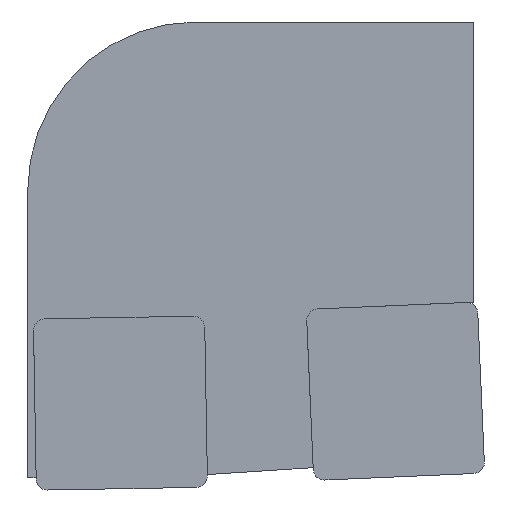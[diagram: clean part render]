
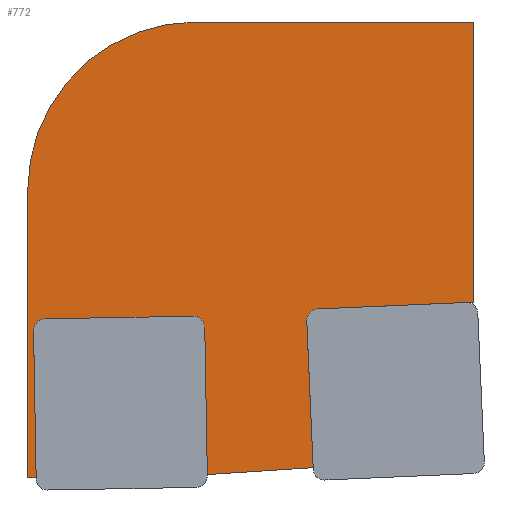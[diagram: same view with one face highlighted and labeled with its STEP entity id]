
A CAD part, left-side view. The second image highlights one B-rep face of the part: STEP entity #772.
In plain terms, the highlighted planar face has unit normal (-1, 0, 0).
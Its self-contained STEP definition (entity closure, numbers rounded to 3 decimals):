
#225=DIRECTION('',(0.,0.999,-0.044));
#226=VECTOR('',#225,10.939);
#227=CARTESIAN_POINT('',(0.,0.75,13.366));
#228=LINE('',#227,#226);
#232=CARTESIAN_POINT('',(0.,11.644,12.09));
#233=DIRECTION('',(-1.,0.,0.));
#234=DIRECTION('',(0.,0.044,0.999));
#235=AXIS2_PLACEMENT_3D('',#232,#233,#234);
#240=DIRECTION('',(0.,0.044,0.999));
#241=VECTOR('',#240,10.3);
#242=CARTESIAN_POINT('',(0.,11.994,1.765));
#243=LINE('',#242,#241);
#247=DIRECTION('',(0.,-0.998,0.065));
#248=VECTOR('',#247,7.434);
#249=CARTESIAN_POINT('',(0.,19.412,1.282));
#250=LINE('',#249,#248);
#254=DIRECTION('',(0.,0.017,1.));
#255=VECTOR('',#254,10.314);
#256=CARTESIAN_POINT('',(0.,19.412,1.282));
#257=LINE('',#256,#255);
#261=CARTESIAN_POINT('',(0.,20.392,11.58));
#262=DIRECTION('',(-1.,0.,0.));
#263=DIRECTION('',(0.,-1.,0.017));
#264=AXIS2_PLACEMENT_3D('',#261,#262,#263);
#269=DIRECTION('',(0.,1.,-0.017));
#270=VECTOR('',#269,10.4);
#271=CARTESIAN_POINT('',(0.,20.406,12.38));
#272=LINE('',#271,#270);
#276=CARTESIAN_POINT('',(0.,30.79,11.398));
#277=DIRECTION('',(-1.,0.,0.));
#278=DIRECTION('',(0.,0.017,1.));
#279=AXIS2_PLACEMENT_3D('',#276,#277,#278);
#284=DIRECTION('',(0.,0.017,1.));
#285=VECTOR('',#284,10.314);
#286=CARTESIAN_POINT('',(0.,31.41,1.072));
#287=LINE('',#286,#285);
#291=DIRECTION('',(0.,-1.,0.017));
#292=VECTOR('',#291,0.59);
#293=CARTESIAN_POINT('',(0.,32.,1.062));
#294=LINE('',#293,#292);
#298=DIRECTION('',(0.,0.,-1.));
#299=VECTOR('',#298,20.138);
#300=CARTESIAN_POINT('',(0.,32.,21.2));
#301=LINE('',#300,#299);
#305=CARTESIAN_POINT('',(0.,20.2,21.2));
#306=DIRECTION('',(-1.,0.,0.));
#307=DIRECTION('',(0.,0.,1.));
#308=AXIS2_PLACEMENT_3D('',#305,#306,#307);
#313=DIRECTION('',(0.,1.,0.));
#314=VECTOR('',#313,19.45);
#315=CARTESIAN_POINT('',(0.,0.75,33.));
#316=LINE('',#315,#314);
#320=DIRECTION('',(0.,0.,1.));
#321=VECTOR('',#320,19.634);
#322=CARTESIAN_POINT('',(0.,0.75,13.366));
#323=LINE('',#322,#321);
#532=CARTESIAN_POINT('',(0.,20.2,33.));
#533=CARTESIAN_POINT('',(0.,32.,21.2));
#534=VERTEX_POINT('',#532);
#535=VERTEX_POINT('',#533);
#540=CARTESIAN_POINT('',(0.,0.75,13.366));
#541=CARTESIAN_POINT('',(0.,11.679,12.889));
#542=VERTEX_POINT('',#540);
#543=VERTEX_POINT('',#541);
#544=CARTESIAN_POINT('',(0.,11.994,1.765));
#545=CARTESIAN_POINT('',(0.,12.443,12.055));
#546=VERTEX_POINT('',#544);
#547=VERTEX_POINT('',#545);
#560=CARTESIAN_POINT('',(0.,19.412,1.282));
#561=CARTESIAN_POINT('',(0.,19.592,11.594));
#562=VERTEX_POINT('',#560);
#563=VERTEX_POINT('',#561);
#564=CARTESIAN_POINT('',(0.,20.406,12.38));
#565=CARTESIAN_POINT('',(0.,30.804,12.198));
#566=VERTEX_POINT('',#564);
#567=VERTEX_POINT('',#565);
#568=CARTESIAN_POINT('',(0.,31.41,1.072));
#569=CARTESIAN_POINT('',(0.,31.59,11.384));
#570=VERTEX_POINT('',#568);
#571=VERTEX_POINT('',#569);
#610=CARTESIAN_POINT('',(0.,32.,1.062));
#611=VERTEX_POINT('',#610);
#612=CARTESIAN_POINT('',(0.,0.75,33.));
#613=VERTEX_POINT('',#612);
#738=CARTESIAN_POINT('',(0.,0.,0.));
#739=DIRECTION('',(-1.,0.,0.));
#740=DIRECTION('',(0.,0.,1.));
#741=AXIS2_PLACEMENT_3D('',#738,#739,#740);
#742=PLANE('',#741);
#743=ORIENTED_EDGE('',*,*,#728,.T.);
#745=ORIENTED_EDGE('',*,*,#744,.T.);
#747=ORIENTED_EDGE('',*,*,#746,.F.);
#749=ORIENTED_EDGE('',*,*,#748,.F.);
#751=ORIENTED_EDGE('',*,*,#750,.T.);
#753=ORIENTED_EDGE('',*,*,#752,.T.);
#755=ORIENTED_EDGE('',*,*,#754,.T.);
#757=ORIENTED_EDGE('',*,*,#756,.T.);
#759=ORIENTED_EDGE('',*,*,#758,.F.);
#761=ORIENTED_EDGE('',*,*,#760,.F.);
#763=ORIENTED_EDGE('',*,*,#762,.F.);
#765=ORIENTED_EDGE('',*,*,#764,.F.);
#767=ORIENTED_EDGE('',*,*,#766,.F.);
#769=ORIENTED_EDGE('',*,*,#768,.F.);
#770=EDGE_LOOP('',(#743,#745,#747,#749,#751,#753,#755,#757,#759,#761,#763,#765,
#767,#769));
#771=FACE_OUTER_BOUND('',#770,.F.);
#236=CIRCLE('',#235,0.8);
#265=CIRCLE('',#264,0.8);
#280=CIRCLE('',#279,0.8);
#309=CIRCLE('',#308,11.8);
#728=EDGE_CURVE('',#542,#543,#228,.T.);
#744=EDGE_CURVE('',#543,#547,#236,.T.);
#746=EDGE_CURVE('',#546,#547,#243,.T.);
#748=EDGE_CURVE('',#562,#546,#250,.T.);
#750=EDGE_CURVE('',#562,#563,#257,.T.);
#752=EDGE_CURVE('',#563,#566,#265,.T.);
#754=EDGE_CURVE('',#566,#567,#272,.T.);
#756=EDGE_CURVE('',#567,#571,#280,.T.);
#758=EDGE_CURVE('',#570,#571,#287,.T.);
#760=EDGE_CURVE('',#611,#570,#294,.T.);
#762=EDGE_CURVE('',#535,#611,#301,.T.);
#764=EDGE_CURVE('',#534,#535,#309,.T.);
#766=EDGE_CURVE('',#613,#534,#316,.T.);
#768=EDGE_CURVE('',#542,#613,#323,.T.);
#772=ADVANCED_FACE('',(#771),#742,.T.);
